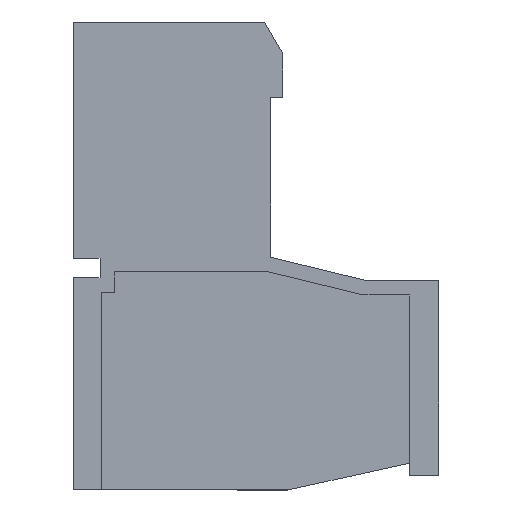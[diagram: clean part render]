
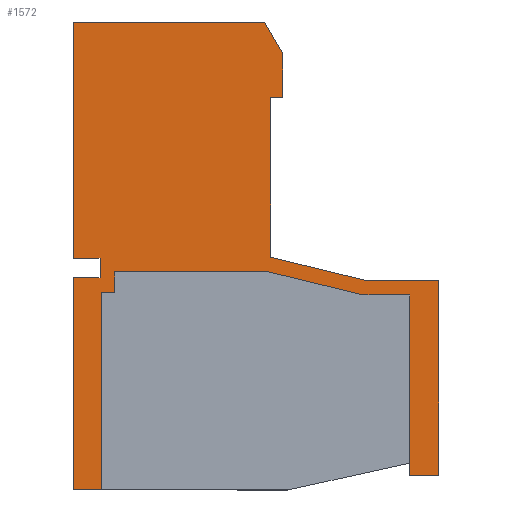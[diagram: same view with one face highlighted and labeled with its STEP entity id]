
A CAD part, left-side view. The second image highlights one B-rep face of the part: STEP entity #1572.
In plain terms, the highlighted planar face has unit normal (-1, 0, 0).
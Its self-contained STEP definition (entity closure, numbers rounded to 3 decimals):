
#1572 = ADVANCED_FACE( '', ( #3365 ), #3366, .F. );
#3365 = FACE_OUTER_BOUND( '', #5403, .T. );
#3366 = PLANE( '', #5404 );
#5403 = EDGE_LOOP( '', ( #9570, #9571, #9572, #9573, #9574, #9575, #9576, #9577, #9578, #9579, #9580, #9581, #9582, #9583, #9584, #9585, #9586, #9587, #9588, #9589, #9590, #9591 ) );
#5404 = AXIS2_PLACEMENT_3D( '', #9592, #9593, #9594 );
#9570 = ORIENTED_EDGE( '', *, *, #13766, .T. );
#9571 = ORIENTED_EDGE( '', *, *, #13838, .T. );
#9572 = ORIENTED_EDGE( '', *, *, #13087, .T. );
#9573 = ORIENTED_EDGE( '', *, *, #13620, .T. );
#9574 = ORIENTED_EDGE( '', *, *, #13839, .T. );
#9575 = ORIENTED_EDGE( '', *, *, #13581, .T. );
#9576 = ORIENTED_EDGE( '', *, *, #13727, .T. );
#9577 = ORIENTED_EDGE( '', *, *, #13840, .T. );
#9578 = ORIENTED_EDGE( '', *, *, #13841, .T. );
#9579 = ORIENTED_EDGE( '', *, *, #13655, .T. );
#9580 = ORIENTED_EDGE( '', *, *, #13842, .T. );
#9581 = ORIENTED_EDGE( '', *, *, #13675, .T. );
#9582 = ORIENTED_EDGE( '', *, *, #13660, .T. );
#9583 = ORIENTED_EDGE( '', *, *, #13428, .T. );
#9584 = ORIENTED_EDGE( '', *, *, #13223, .T. );
#9585 = ORIENTED_EDGE( '', *, *, #12908, .T. );
#9586 = ORIENTED_EDGE( '', *, *, #13843, .T. );
#9587 = ORIENTED_EDGE( '', *, *, #13844, .T. );
#9588 = ORIENTED_EDGE( '', *, *, #13845, .T. );
#9589 = ORIENTED_EDGE( '', *, *, #13569, .T. );
#9590 = ORIENTED_EDGE( '', *, *, #13846, .T. );
#9591 = ORIENTED_EDGE( '', *, *, #13031, .T. );
#9592 = CARTESIAN_POINT( '', ( -15.99, 0., 0. ) );
#9593 = DIRECTION( '', ( 1., 0., 0. ) );
#9594 = DIRECTION( '', ( 0., 0., -1. ) );
#12908 = EDGE_CURVE( '', #15750, #15751, #15752, .T. );
#13031 = EDGE_CURVE( '', #15944, #15945, #15946, .T. );
#13087 = EDGE_CURVE( '', #16031, #16032, #16033, .T. );
#13223 = EDGE_CURVE( '', #16247, #15750, #16248, .T. );
#13428 = EDGE_CURVE( '', #16560, #16247, #16561, .T. );
#13569 = EDGE_CURVE( '', #16765, #16766, #16767, .T. );
#13581 = EDGE_CURVE( '', #16783, #16784, #16785, .T. );
#13620 = EDGE_CURVE( '', #16032, #16839, #16840, .T. );
#13655 = EDGE_CURVE( '', #16886, #16888, #16890, .T. );
#13660 = EDGE_CURVE( '', #16896, #16560, #16897, .T. );
#13675 = EDGE_CURVE( '', #16915, #16896, #16916, .T. );
#13727 = EDGE_CURVE( '', #16784, #16987, #16988, .T. );
#13766 = EDGE_CURVE( '', #15945, #17038, #17039, .T. );
#13838 = EDGE_CURVE( '', #17038, #16031, #17132, .T. );
#13839 = EDGE_CURVE( '', #16839, #16783, #17133, .T. );
#13840 = EDGE_CURVE( '', #16987, #17134, #17135, .T. );
#13841 = EDGE_CURVE( '', #17134, #16886, #17136, .T. );
#13842 = EDGE_CURVE( '', #16888, #16915, #17137, .T. );
#13843 = EDGE_CURVE( '', #15751, #17138, #17139, .T. );
#13844 = EDGE_CURVE( '', #17138, #17140, #17141, .T. );
#13845 = EDGE_CURVE( '', #17140, #16765, #17142, .T. );
#13846 = EDGE_CURVE( '', #16766, #15944, #17143, .T. );
#15750 = VERTEX_POINT( '', #19708 );
#15751 = VERTEX_POINT( '', #19709 );
#15752 = LINE( '', #19710, #19711 );
#15944 = VERTEX_POINT( '', #19989 );
#15945 = VERTEX_POINT( '', #19990 );
#15946 = LINE( '', #19991, #19992 );
#16031 = VERTEX_POINT( '', #20116 );
#16032 = VERTEX_POINT( '', #20117 );
#16033 = LINE( '', #20118, #20119 );
#16247 = VERTEX_POINT( '', #20444 );
#16248 = LINE( '', #20445, #20446 );
#16560 = VERTEX_POINT( '', #20902 );
#16561 = LINE( '', #20903, #20904 );
#16765 = VERTEX_POINT( '', #21210 );
#16766 = VERTEX_POINT( '', #21211 );
#16767 = LINE( '', #21212, #21213 );
#16783 = VERTEX_POINT( '', #21234 );
#16784 = VERTEX_POINT( '', #21235 );
#16785 = LINE( '', #21236, #21237 );
#16839 = VERTEX_POINT( '', #21308 );
#16840 = LINE( '', #21309, #21310 );
#16886 = VERTEX_POINT( '', #21380 );
#16888 = VERTEX_POINT( '', #21383 );
#16890 = LINE( '', #21386, #21387 );
#16896 = VERTEX_POINT( '', #21395 );
#16897 = LINE( '', #21396, #21397 );
#16915 = VERTEX_POINT( '', #21424 );
#16916 = LINE( '', #21425, #21426 );
#16987 = VERTEX_POINT( '', #21536 );
#16988 = LINE( '', #21537, #21538 );
#17038 = VERTEX_POINT( '', #21609 );
#17039 = LINE( '', #21610, #21611 );
#17132 = LINE( '', #21743, #21744 );
#17133 = LINE( '', #21745, #21746 );
#17134 = VERTEX_POINT( '', #21747 );
#17135 = LINE( '', #21748, #21749 );
#17136 = LINE( '', #21750, #21751 );
#17137 = LINE( '', #21752, #21753 );
#17138 = VERTEX_POINT( '', #21754 );
#17139 = LINE( '', #21755, #21756 );
#17140 = VERTEX_POINT( '', #21757 );
#17141 = LINE( '', #21758, #21759 );
#17142 = LINE( '', #21760, #21761 );
#17143 = LINE( '', #21762, #21763 );
#19708 = CARTESIAN_POINT( '', ( -15.99, 3.925, -0.85 ) );
#19709 = CARTESIAN_POINT( '', ( -15.99, 3.925, -9.55 ) );
#19710 = CARTESIAN_POINT( '', ( -15.99, 3.925, -0.85 ) );
#19711 = VECTOR( '', #23477, 1000. );
#19989 = CARTESIAN_POINT( '', ( -15.99, -4.103, -0.6 ) );
#19990 = CARTESIAN_POINT( '', ( -15.99, -8.003, -1.55 ) );
#19991 = CARTESIAN_POINT( '', ( -15.99, -4.103, -0.6 ) );
#19992 = VECTOR( '', #23603, 1000. );
#20116 = CARTESIAN_POINT( '', ( -15.99, -9.875, -8.95 ) );
#20117 = CARTESIAN_POINT( '', ( -15.99, -11.075, -8.95 ) );
#20118 = CARTESIAN_POINT( '', ( -15.99, -11.075, -8.95 ) );
#20119 = VECTOR( '', #23652, 1000. );
#20444 = CARTESIAN_POINT( '', ( -15.99, 2.825, -0.85 ) );
#20445 = CARTESIAN_POINT( '', ( -15.99, 2.825, -0.85 ) );
#20446 = VECTOR( '', #23779, 1000. );
#20902 = CARTESIAN_POINT( '', ( -15.99, 2.825, -0.05 ) );
#20903 = CARTESIAN_POINT( '', ( -15.99, 2.825, -0.05 ) );
#20904 = VECTOR( '', #23969, 1000. );
#21210 = CARTESIAN_POINT( '', ( -15.99, 2.225, -1.45 ) );
#21211 = CARTESIAN_POINT( '', ( -15.99, 2.225, -0.6 ) );
#21212 = CARTESIAN_POINT( '', ( -15.99, 2.225, -1.45 ) );
#21213 = VECTOR( '', #24087, 1000. );
#21234 = CARTESIAN_POINT( '', ( -15.99, -8.075, -0.95 ) );
#21235 = CARTESIAN_POINT( '', ( -15.99, -4.175, 0. ) );
#21236 = CARTESIAN_POINT( '', ( -15.99, -8.075, -0.95 ) );
#21237 = VECTOR( '', #24102, 1000. );
#21308 = CARTESIAN_POINT( '', ( -15.99, -11.075, -0.95 ) );
#21309 = CARTESIAN_POINT( '', ( -15.99, -11.075, -8.95 ) );
#21310 = VECTOR( '', #24165, 1000. );
#21380 = CARTESIAN_POINT( '', ( -15.99, -4.675, 8.35 ) );
#21383 = CARTESIAN_POINT( '', ( -15.99, -3.925, 9.65 ) );
#21386 = CARTESIAN_POINT( '', ( -15.99, -4.675, 8.35 ) );
#21387 = VECTOR( '', #24195, 1000. );
#21395 = CARTESIAN_POINT( '', ( -15.99, 3.925, -0.05 ) );
#21396 = CARTESIAN_POINT( '', ( -15.99, 3.925, -0.05 ) );
#21397 = VECTOR( '', #24198, 1000. );
#21424 = CARTESIAN_POINT( '', ( -15.99, 3.925, 9.65 ) );
#21425 = CARTESIAN_POINT( '', ( -15.99, 3.925, 9.65 ) );
#21426 = VECTOR( '', #24208, 1000. );
#21536 = CARTESIAN_POINT( '', ( -15.99, -4.175, 6.55 ) );
#21537 = CARTESIAN_POINT( '', ( -15.99, -4.175, 0. ) );
#21538 = VECTOR( '', #24251, 1000. );
#21609 = CARTESIAN_POINT( '', ( -15.99, -9.875, -1.55 ) );
#21610 = CARTESIAN_POINT( '', ( -15.99, -8.003, -1.55 ) );
#21611 = VECTOR( '', #24279, 1000. );
#21743 = CARTESIAN_POINT( '', ( -15.99, -9.875, -8.95 ) );
#21744 = VECTOR( '', #24334, 1000. );
#21745 = CARTESIAN_POINT( '', ( -15.99, -11.075, -0.95 ) );
#21746 = VECTOR( '', #24335, 1000. );
#21747 = CARTESIAN_POINT( '', ( -15.99, -4.675, 6.55 ) );
#21748 = CARTESIAN_POINT( '', ( -15.99, -4.175, 6.55 ) );
#21749 = VECTOR( '', #24336, 1000. );
#21750 = CARTESIAN_POINT( '', ( -15.99, -4.675, 6.55 ) );
#21751 = VECTOR( '', #24337, 1000. );
#21752 = CARTESIAN_POINT( '', ( -15.99, -3.925, 9.65 ) );
#21753 = VECTOR( '', #24338, 1000. );
#21754 = CARTESIAN_POINT( '', ( -15.99, 2.775, -9.55 ) );
#21755 = CARTESIAN_POINT( '', ( -15.99, 3.925, -9.55 ) );
#21756 = VECTOR( '', #24339, 1000. );
#21757 = CARTESIAN_POINT( '', ( -15.99, 2.775, -1.45 ) );
#21758 = CARTESIAN_POINT( '', ( -15.99, 2.775, -9.55 ) );
#21759 = VECTOR( '', #24340, 1000. );
#21760 = CARTESIAN_POINT( '', ( -15.99, 2.775, -1.45 ) );
#21761 = VECTOR( '', #24341, 1000. );
#21762 = CARTESIAN_POINT( '', ( -15.99, 2.225, -0.6 ) );
#21763 = VECTOR( '', #24342, 1000. );
#23477 = DIRECTION( '', ( 0., 0., -1. ) );
#23603 = DIRECTION( '', ( 0., -0.972, -0.237 ) );
#23652 = DIRECTION( '', ( 0., -1., 0. ) );
#23779 = DIRECTION( '', ( 0., 1., 0. ) );
#23969 = DIRECTION( '', ( 0., 0., -1. ) );
#24087 = DIRECTION( '', ( 0., 0., 1. ) );
#24102 = DIRECTION( '', ( 0., 0.972, 0.237 ) );
#24165 = DIRECTION( '', ( 0., 0., 1. ) );
#24195 = DIRECTION( '', ( 0., 0.5, 0.866 ) );
#24198 = DIRECTION( '', ( 0., -1., 0. ) );
#24208 = DIRECTION( '', ( 0., 0., -1. ) );
#24251 = DIRECTION( '', ( 0., 0., 1. ) );
#24279 = DIRECTION( '', ( 0., -1., 0. ) );
#24334 = DIRECTION( '', ( 0., 0., -1. ) );
#24335 = DIRECTION( '', ( 0., 1., 0. ) );
#24336 = DIRECTION( '', ( 0., -1., 0. ) );
#24337 = DIRECTION( '', ( 0., 0., 1. ) );
#24338 = DIRECTION( '', ( 0., 1., 0. ) );
#24339 = DIRECTION( '', ( 0., -1., 0. ) );
#24340 = DIRECTION( '', ( 0., 0., 1. ) );
#24341 = DIRECTION( '', ( 0., -1., 0. ) );
#24342 = DIRECTION( '', ( 0., -1., 0. ) );
